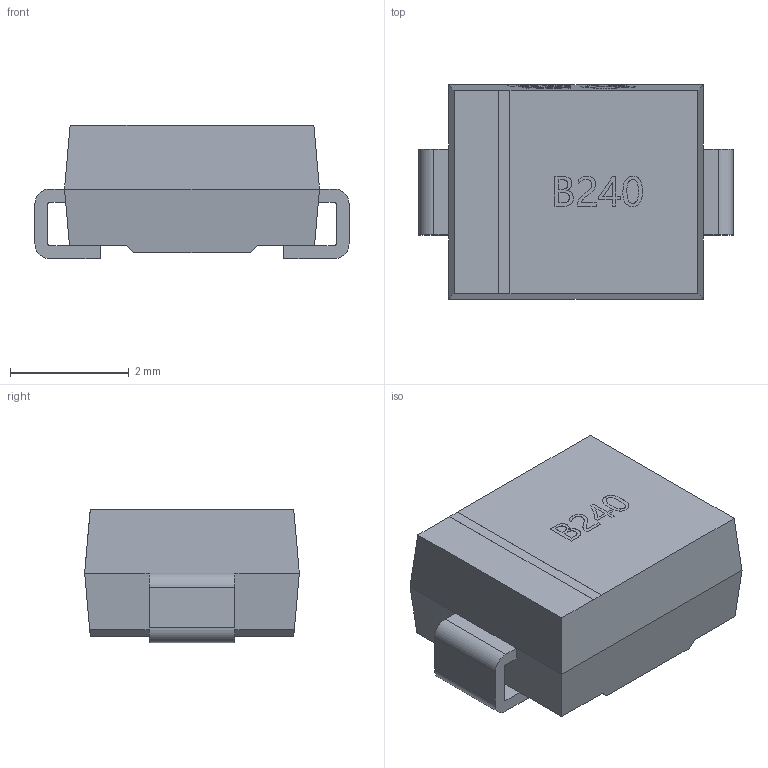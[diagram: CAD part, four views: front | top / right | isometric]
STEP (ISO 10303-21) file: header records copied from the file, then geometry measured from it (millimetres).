
FILE_DESCRIPTION (( 'STEP AP214' ), '1' );
FILE_NAME ('SMB_L4.32-W3.62-LS5.3-RD.step', '2022-07-05T10:52:53', ( '' ), ( '' ), 'SwSTEP 2.0', 'SolidWorks 2020', '' );
FILE_SCHEMA (( 'AUTOMOTIVE_DESIGN' ));
Length unit declared in the file: millimetre
Products named in the file (1): SMB_L4.32-W3.62-LS5.3-RD
Bounding box: 5.3 x 3.62 x 2.25 mm (x, y, z)
Volume: 32.5 mm3; surface area: 72.6 mm2
Topology: 1 solids, 1 shells, 329 faces, 900 edges, 596 vertices
Faces by surface type: plane 197, bspline 124, cylinder 8
Entity records: 16071 total; most frequent: CARTESIAN_POINT 4918, ORIENTED_EDGE 1800, DIRECTION 1076, EDGE_CURVE 900, LINE 632, VECTOR 632, VERTEX_POINT 596, EDGE_LOOP 356
